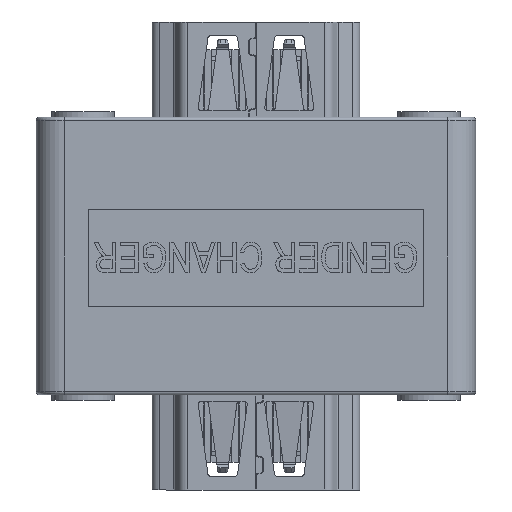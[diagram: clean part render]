
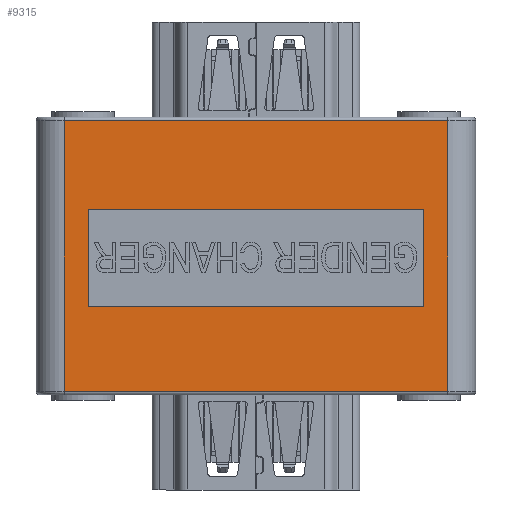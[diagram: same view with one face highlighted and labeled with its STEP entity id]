
A CAD part, front view. The second image highlights one B-rep face of the part: STEP entity #9315.
In plain terms, the highlighted planar face has unit normal (0, -1, 0).
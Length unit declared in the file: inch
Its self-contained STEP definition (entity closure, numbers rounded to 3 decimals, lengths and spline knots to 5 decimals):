
#257 = VERTEX_POINT ( 'NONE', #10797 ) ;
#1409 = VERTEX_POINT ( 'NONE', #34298 ) ;
#1622 = AXIS2_PLACEMENT_3D ( 'NONE', #27829, #30810, #27568 ) ;
#1768 = DIRECTION ( 'NONE',  ( -1., 0., 0. ) ) ;
#2956 = ORIENTED_EDGE ( 'NONE', *, *, #16517, .T. ) ;
#5122 = DIRECTION ( 'NONE',  ( 0., 0., 1. ) ) ;
#5352 = VECTOR ( 'NONE', #10965, 39.37008 ) ;
#5603 = LINE ( 'NONE', #7849, #34317 ) ;
#6129 = LINE ( 'NONE', #22190, #9234 ) ;
#6200 = CARTESIAN_POINT ( 'NONE',  ( 0.545, 0., -0.79 ) ) ;
#6536 = CARTESIAN_POINT ( 'NONE',  ( -0.475, 0., -0.262 ) ) ;
#6839 = VECTOR ( 'NONE', #31626, 39.37008 ) ;
#7124 = ORIENTED_EDGE ( 'NONE', *, *, #35819, .T. ) ;
#7849 = CARTESIAN_POINT ( 'NONE',  ( -0.475, 0., -0.262 ) ) ;
#9234 = VECTOR ( 'NONE', #1768, 39.37008 ) ;
#9293 = CARTESIAN_POINT ( 'NONE',  ( 0.545, 0., -0.78 ) ) ;
#9315 = ADVANCED_FACE ( 'NONE', ( #28559, #23601 ), #33330, .T. ) ;
#9539 = EDGE_CURVE ( 'NONE', #28033, #257, #15941, .T. ) ;
#10195 = EDGE_LOOP ( 'NONE', ( #23089, #26271, #10728, #2956 ) ) ;
#10728 = ORIENTED_EDGE ( 'NONE', *, *, #11739, .T. ) ;
#10797 = CARTESIAN_POINT ( 'NONE',  ( 0.475, 0., -0.538 ) ) ;
#10852 = VERTEX_POINT ( 'NONE', #13884 ) ;
#10861 = CARTESIAN_POINT ( 'NONE',  ( 0.475, 0., -0.262 ) ) ;
#10965 = DIRECTION ( 'NONE',  ( -1., 0., 0. ) ) ;
#11583 = VECTOR ( 'NONE', #26602, 39.37008 ) ;
#11739 = EDGE_CURVE ( 'NONE', #10852, #1409, #22948, .T. ) ;
#11940 = DIRECTION ( 'NONE',  ( 0., 0., -1. ) ) ;
#12114 = DIRECTION ( 'NONE',  ( 1., 0., 0. ) ) ;
#13217 = ORIENTED_EDGE ( 'NONE', *, *, #9539, .T. ) ;
#13581 = CARTESIAN_POINT ( 'NONE',  ( -0.545, 0., -0.01 ) ) ;
#13884 = CARTESIAN_POINT ( 'NONE',  ( 0.545, 0., -0.78 ) ) ;
#14074 = VECTOR ( 'NONE', #36129, 39.37008 ) ;
#15475 = ORIENTED_EDGE ( 'NONE', *, *, #24934, .T. ) ;
#15877 = VERTEX_POINT ( 'NONE', #30494 ) ;
#15941 = LINE ( 'NONE', #26012, #26279 ) ;
#16517 = EDGE_CURVE ( 'NONE', #1409, #35266, #19653, .T. ) ;
#19319 = VERTEX_POINT ( 'NONE', #28889 ) ;
#19653 = LINE ( 'NONE', #13581, #5352 ) ;
#22190 = CARTESIAN_POINT ( 'NONE',  ( -0.475, 0., -0.538 ) ) ;
#22539 = EDGE_CURVE ( 'NONE', #15877, #10852, #31302, .T. ) ;
#22948 = LINE ( 'NONE', #6200, #6839 ) ;
#23089 = ORIENTED_EDGE ( 'NONE', *, *, #28472, .F. ) ;
#23601 = FACE_BOUND ( 'NONE', #30626, .T. ) ;
#24300 = CARTESIAN_POINT ( 'NONE',  ( -0.475, 0., -0.538 ) ) ;
#24934 = EDGE_CURVE ( 'NONE', #27203, #19319, #5603, .T. ) ;
#25872 = CARTESIAN_POINT ( 'NONE',  ( -0.545, 0., -0.01 ) ) ;
#26012 = CARTESIAN_POINT ( 'NONE',  ( 0.475, 0., -0.262 ) ) ;
#26271 = ORIENTED_EDGE ( 'NONE', *, *, #22539, .T. ) ;
#26279 = VECTOR ( 'NONE', #11940, 39.37008 ) ;
#26602 = DIRECTION ( 'NONE',  ( 1., 0., 0. ) ) ;
#27203 = VERTEX_POINT ( 'NONE', #24300 ) ;
#27524 = EDGE_CURVE ( 'NONE', #257, #27203, #6129, .T. ) ;
#27568 = DIRECTION ( 'NONE',  ( 0., 0., -1. ) ) ;
#27829 = CARTESIAN_POINT ( 'NONE',  ( -0.545, 0., -0.79 ) ) ;
#28033 = VERTEX_POINT ( 'NONE', #10861 ) ;
#28472 = EDGE_CURVE ( 'NONE', #15877, #35266, #32528, .T. ) ;
#28559 = FACE_OUTER_BOUND ( 'NONE', #10195, .T. ) ;
#28889 = CARTESIAN_POINT ( 'NONE',  ( -0.475, 0., -0.262 ) ) ;
#29727 = LINE ( 'NONE', #6536, #34197 ) ;
#30494 = CARTESIAN_POINT ( 'NONE',  ( -0.545, 0., -0.78 ) ) ;
#30626 = EDGE_LOOP ( 'NONE', ( #35782, #15475, #7124, #13217 ) ) ;
#30810 = DIRECTION ( 'NONE',  ( 0., -1., 0. ) ) ;
#31302 = LINE ( 'NONE', #9293, #11583 ) ;
#31626 = DIRECTION ( 'NONE',  ( 0., 0., 1. ) ) ;
#32528 = LINE ( 'NONE', #33448, #14074 ) ;
#33330 = PLANE ( 'NONE',  #1622 ) ;
#33448 = CARTESIAN_POINT ( 'NONE',  ( -0.545, 0., -0.79 ) ) ;
#34197 = VECTOR ( 'NONE', #12114, 39.37008 ) ;
#34298 = CARTESIAN_POINT ( 'NONE',  ( 0.545, 0., -0.01 ) ) ;
#34317 = VECTOR ( 'NONE', #5122, 39.37008 ) ;
#35266 = VERTEX_POINT ( 'NONE', #25872 ) ;
#35782 = ORIENTED_EDGE ( 'NONE', *, *, #27524, .T. ) ;
#35819 = EDGE_CURVE ( 'NONE', #19319, #28033, #29727, .T. ) ;
#36129 = DIRECTION ( 'NONE',  ( 0., 0., 1. ) ) ;
